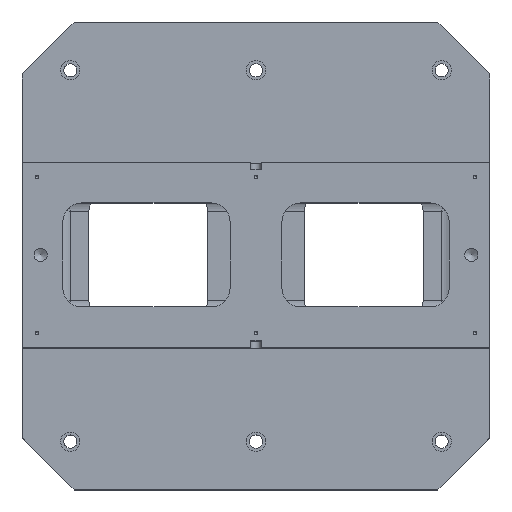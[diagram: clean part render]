
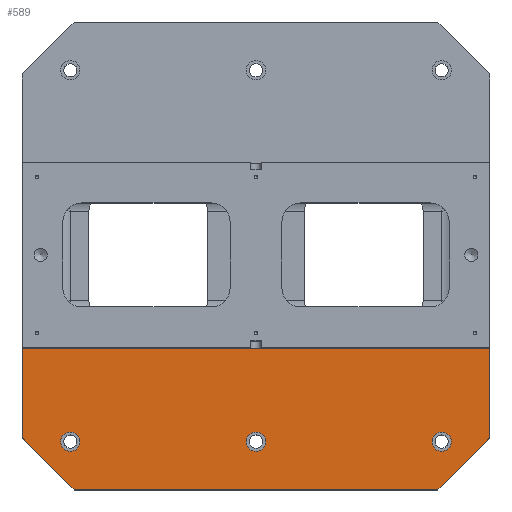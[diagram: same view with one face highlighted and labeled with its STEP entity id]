
A CAD part, top view. The second image highlights one B-rep face of the part: STEP entity #589.
In plain terms, the highlighted planar face has unit normal (0, 0, 1).
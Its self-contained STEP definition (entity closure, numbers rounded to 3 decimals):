
#589 = ADVANCED_FACE( '', ( #1694, #1695, #1696, #1697 ), #1698, .F. );
#1694 = FACE_BOUND( '', #3915, .T. );
#1695 = FACE_BOUND( '', #3916, .T. );
#1696 = FACE_BOUND( '', #3917, .T. );
#1697 = FACE_OUTER_BOUND( '', #3918, .T. );
#1698 = PLANE( '', #3919 );
#3915 = EDGE_LOOP( '', ( #8175 ) );
#3916 = EDGE_LOOP( '', ( #8176 ) );
#3917 = EDGE_LOOP( '', ( #8177 ) );
#3918 = EDGE_LOOP( '', ( #8178, #8179, #8180, #8181, #8182, #8183 ) );
#3919 = AXIS2_PLACEMENT_3D( '', #8184, #8185, #8186 );
#8175 = ORIENTED_EDGE( '', *, *, #9587, .T. );
#8176 = ORIENTED_EDGE( '', *, *, #9590, .T. );
#8177 = ORIENTED_EDGE( '', *, *, #9593, .T. );
#8178 = ORIENTED_EDGE( '', *, *, #9627, .T. );
#8179 = ORIENTED_EDGE( '', *, *, #9597, .T. );
#8180 = ORIENTED_EDGE( '', *, *, #9163, .T. );
#8181 = ORIENTED_EDGE( '', *, *, #8936, .F. );
#8182 = ORIENTED_EDGE( '', *, *, #9332, .T. );
#8183 = ORIENTED_EDGE( '', *, *, #9595, .T. );
#8184 = CARTESIAN_POINT( '', ( -315., 315., 50. ) );
#8185 = DIRECTION( '', ( 0., 0., -1. ) );
#8186 = DIRECTION( '', ( -1., 0., 0. ) );
#8936 = EDGE_CURVE( '', #10788, #10790, #10791, .T. );
#9163 = EDGE_CURVE( '', #11204, #10790, #11205, .T. );
#9332 = EDGE_CURVE( '', #10788, #11487, #11489, .T. );
#9587 = EDGE_CURVE( '', #11829, #11829, #11830, .T. );
#9590 = EDGE_CURVE( '', #11835, #11835, #11836, .T. );
#9593 = EDGE_CURVE( '', #11841, #11841, #11842, .T. );
#9595 = EDGE_CURVE( '', #11487, #11845, #11846, .F. );
#9597 = EDGE_CURVE( '', #11848, #11204, #11849, .F. );
#9627 = EDGE_CURVE( '', #11845, #11848, #11883, .T. );
#10788 = VERTEX_POINT( '', #15083 );
#10790 = VERTEX_POINT( '', #15086 );
#10791 = LINE( '', #15087, #15088 );
#11204 = VERTEX_POINT( '', #15712 );
#11205 = LINE( '', #15713, #15714 );
#11487 = VERTEX_POINT( '', #16163 );
#11489 = LINE( '', #16166, #16167 );
#11829 = VERTEX_POINT( '', #16723 );
#11830 = CIRCLE( '', #16724, 13. );
#11835 = VERTEX_POINT( '', #16729 );
#11836 = CIRCLE( '', #16730, 13. );
#11841 = VERTEX_POINT( '', #16735 );
#11842 = CIRCLE( '', #16736, 13. );
#11845 = VERTEX_POINT( '', #16739 );
#11846 = LINE( '', #16740, #16741 );
#11848 = VERTEX_POINT( '', #16744 );
#11849 = LINE( '', #16745, #16746 );
#11883 = LINE( '', #16796, #16797 );
#15083 = CARTESIAN_POINT( '', ( -315., -125., 50. ) );
#15086 = CARTESIAN_POINT( '', ( 315., -125., 50. ) );
#15087 = CARTESIAN_POINT( '', ( -315., -125., 50. ) );
#15088 = VECTOR( '', #17997, 1000. );
#15712 = CARTESIAN_POINT( '', ( 315., -245., 50. ) );
#15713 = CARTESIAN_POINT( '', ( 315., -315., 50. ) );
#15714 = VECTOR( '', #18254, 1000. );
#16163 = CARTESIAN_POINT( '', ( -315., -245., 50. ) );
#16166 = CARTESIAN_POINT( '', ( -315., 315., 50. ) );
#16167 = VECTOR( '', #18423, 1000. );
#16723 = CARTESIAN_POINT( '', ( -250., -263., 50. ) );
#16724 = AXIS2_PLACEMENT_3D( '', #18721, #18722, #18723 );
#16729 = CARTESIAN_POINT( '', ( 0., -263., 50. ) );
#16730 = AXIS2_PLACEMENT_3D( '', #18730, #18731, #18732 );
#16735 = CARTESIAN_POINT( '', ( 250., -263., 50. ) );
#16736 = AXIS2_PLACEMENT_3D( '', #18739, #18740, #18741 );
#16739 = CARTESIAN_POINT( '', ( -245., -315., 50. ) );
#16740 = CARTESIAN_POINT( '', ( -245., -315., 50. ) );
#16741 = VECTOR( '', #18745, 1000. );
#16744 = CARTESIAN_POINT( '', ( 245., -315., 50. ) );
#16745 = CARTESIAN_POINT( '', ( 315., -245., 50. ) );
#16746 = VECTOR( '', #18747, 1000. );
#16796 = CARTESIAN_POINT( '', ( -315., -315., 50. ) );
#16797 = VECTOR( '', #18803, 1000. );
#17997 = DIRECTION( '', ( 1., 0., 0. ) );
#18254 = DIRECTION( '', ( 0., 1., 0. ) );
#18423 = DIRECTION( '', ( 0., -1., 0. ) );
#18721 = CARTESIAN_POINT( '', ( -250., -250., 50. ) );
#18722 = DIRECTION( '', ( 0., 0., -1. ) );
#18723 = DIRECTION( '', ( 0., -1., 0. ) );
#18730 = CARTESIAN_POINT( '', ( 0., -250., 50. ) );
#18731 = DIRECTION( '', ( 0., 0., -1. ) );
#18732 = DIRECTION( '', ( 0., -1., 0. ) );
#18739 = CARTESIAN_POINT( '', ( 250., -250., 50. ) );
#18740 = DIRECTION( '', ( 0., 0., -1. ) );
#18741 = DIRECTION( '', ( 0., -1., 0. ) );
#18745 = DIRECTION( '', ( -0.707, 0.707, 0. ) );
#18747 = DIRECTION( '', ( -0.707, -0.707, 0. ) );
#18803 = DIRECTION( '', ( 1., 0., 0. ) );
